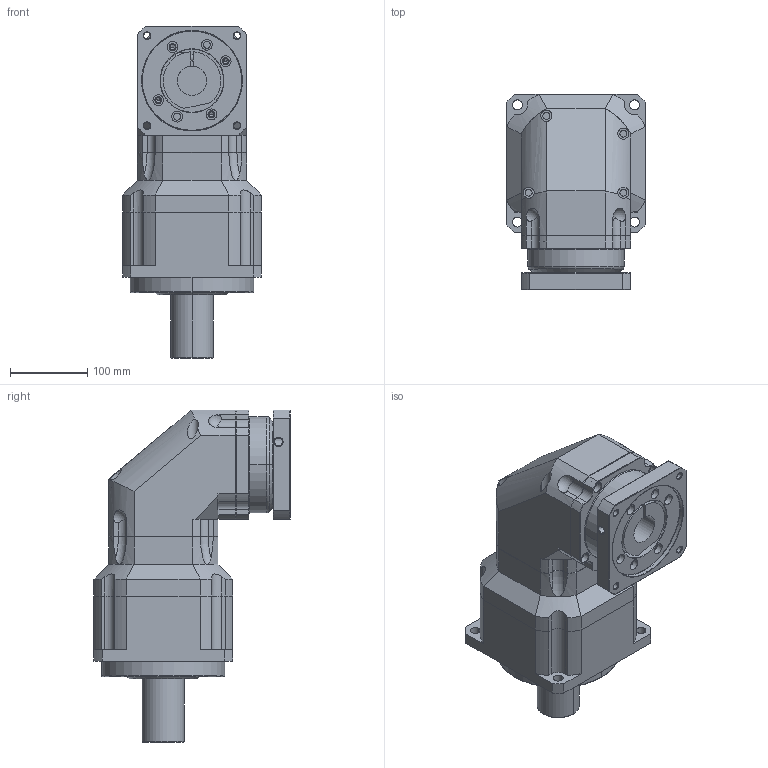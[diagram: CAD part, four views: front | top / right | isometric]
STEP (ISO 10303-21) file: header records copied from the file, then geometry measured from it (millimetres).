
FILE_DESCRIPTION((''),'2;1');
FILE_NAME('ABR1802-P4150201_ASM','2008-03-04T',('d00280'),(''),'PRO/ENGINEER BY PARAMETRIC TECHNOLOGY CORPORATION, 2006170','PRO/ENGINEER BY PARAMETRIC TECHNOLOGY CORPORATION, 2006170','');
FILE_SCHEMA(('CONFIG_CONTROL_DESIGN'));
Length unit declared in the file: millimetre
Products named in the file (6): AB1802; AB1802-1; PD050001; PK950001; P4150201; ABR1802-P4150201_ASM
Assembly tree (5 placements, depth 2):
  ABR1802-P4150201_ASM
    AB1802
    AB1802-1
    PD050001
    PK950001
    P4150201
Bounding box: 180 x 254.5 x 431 mm (x, y, z)
Volume: 7159337.4 mm3; surface area: 586841.3 mm2
Topology: 6 solids, 24 shells, 751 faces, 1772 edges, 1073 vertices
Faces by surface type: cylinder 293, plane 204, cone 174, torus 72, bspline 4, sphere 4
Entity records: 22513 total; most frequent: CARTESIAN_POINT 4741, DIRECTION 4005, ORIENTED_EDGE 3420, EDGE_CURVE 1748, AXIS2_PLACEMENT_3D 1636, VERTEX_POINT 1073, CIRCLE 870, EDGE_LOOP 869
